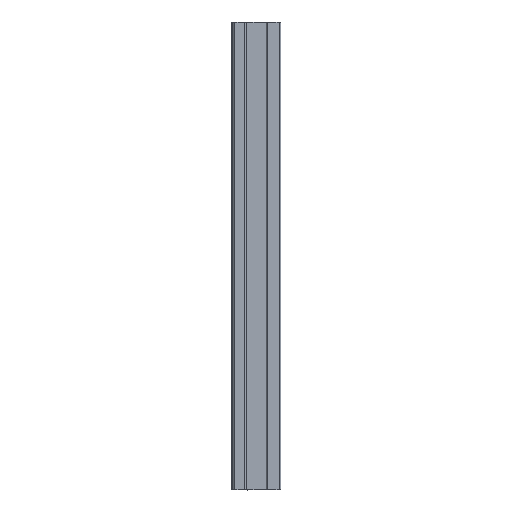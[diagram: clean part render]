
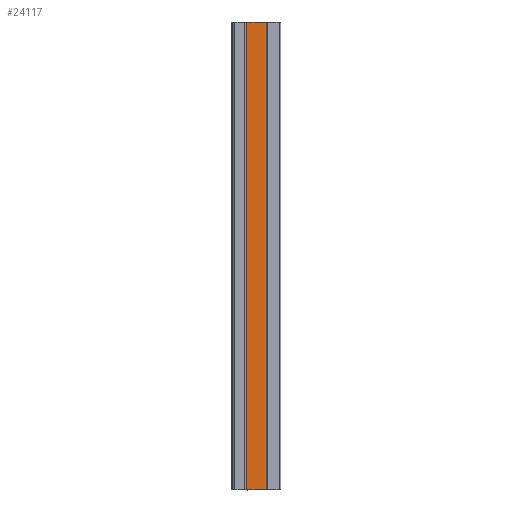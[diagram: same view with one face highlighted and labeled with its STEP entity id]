
A CAD part, left-side view. The second image highlights one B-rep face of the part: STEP entity #24117.
In plain terms, the highlighted planar face has unit normal (-1, 0, 0).
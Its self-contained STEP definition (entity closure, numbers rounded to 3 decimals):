
#1184 = LINE ( 'NONE', #21448, #1185 ) ;
#1185 = VECTOR ( 'NONE', #21449, 1000. ) ;
#3785 = VERTEX_POINT ( 'NONE', #6521 ) ;
#3786 = VERTEX_POINT ( 'NONE', #6522 ) ;
#5492 = EDGE_CURVE ( 'NONE', #24050, #24051, #1184, .T. ) ;
#5576 = EDGE_CURVE ( 'NONE', #3786, #3785, #7491, .T. ) ;
#5697 = EDGE_CURVE ( 'NONE', #24050, #3786, #7627, .T. ) ;
#5698 = EDGE_CURVE ( 'NONE', #24051, #3785, #7629, .T. ) ;
#6521 = CARTESIAN_POINT ( 'NONE',  ( -28.5, -5.55, 0. ) ) ;
#6522 = CARTESIAN_POINT ( 'NONE',  ( -28.5, 5.45, 0. ) ) ;
#7491 = LINE ( 'NONE', #21673, #7492 ) ;
#7492 = VECTOR ( 'NONE', #21674, 1000. ) ;
#7627 = LINE ( 'NONE', #22093, #7628 ) ;
#7628 = VECTOR ( 'NONE', #22094, 1000. ) ;
#7629 = LINE ( 'NONE', #22095, #7630 ) ;
#7630 = VECTOR ( 'NONE', #22096, 1000. ) ;
#8201 = AXIS2_PLACEMENT_3D ( 'NONE', #19783, #19784, #19785 ) ;
#9997 = FACE_OUTER_BOUND ( 'NONE', #22785, .T. ) ;
#15950 = ORIENTED_EDGE ( 'NONE', *, *, #5576, .T. ) ;
#15951 = ORIENTED_EDGE ( 'NONE', *, *, #5698, .F. ) ;
#15952 = ORIENTED_EDGE ( 'NONE', *, *, #5492, .F. ) ;
#15953 = ORIENTED_EDGE ( 'NONE', *, *, #5697, .T. ) ;
#19564 = CARTESIAN_POINT ( 'NONE',  ( -28.5, 5.45, 249. ) ) ;
#19565 = CARTESIAN_POINT ( 'NONE',  ( -28.5, -5.55, 249. ) ) ;
#19782 = PLANE ( 'NONE',  #8201 ) ;
#19783 = CARTESIAN_POINT ( 'NONE',  ( -28.5, 5.45, 249. ) ) ;
#19784 = DIRECTION ( 'NONE',  ( 1., 0., 0. ) ) ;
#19785 = DIRECTION ( 'NONE',  ( 0., 0., -1. ) ) ;
#21448 = CARTESIAN_POINT ( 'NONE',  ( -28.5, 5.45, 249. ) ) ;
#21449 = DIRECTION ( 'NONE',  ( 0., -1., 0. ) ) ;
#21673 = CARTESIAN_POINT ( 'NONE',  ( -28.5, 5.45, 0. ) ) ;
#21674 = DIRECTION ( 'NONE',  ( 0., -1., 0. ) ) ;
#22093 = CARTESIAN_POINT ( 'NONE',  ( -28.5, 5.45, 249. ) ) ;
#22094 = DIRECTION ( 'NONE',  ( 0., 0., -1. ) ) ;
#22095 = CARTESIAN_POINT ( 'NONE',  ( -28.5, -5.55, 249. ) ) ;
#22096 = DIRECTION ( 'NONE',  ( 0., 0., -1. ) ) ;
#22785 = EDGE_LOOP ( 'NONE', ( #15950, #15951, #15952, #15953 ) ) ;
#24050 = VERTEX_POINT ( 'NONE', #19564 ) ;
#24051 = VERTEX_POINT ( 'NONE', #19565 ) ;
#24117 = ADVANCED_FACE ( 'NONE', ( #9997 ), #19782, .F. ) ;
